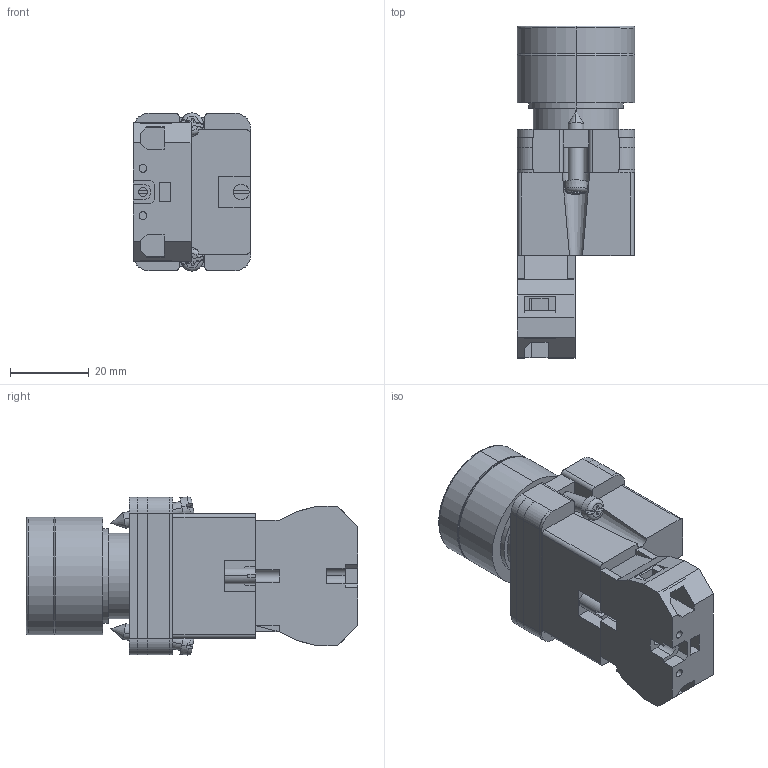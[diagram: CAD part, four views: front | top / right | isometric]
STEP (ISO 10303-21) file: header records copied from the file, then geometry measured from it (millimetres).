
FILE_DESCRIPTION (( 'STEP AP214' ), '1' );
FILE_NAME ('GCX3195-120L.step', '2016-06-20T21:09:03', ( '' ), ( '' ), 'SwSTEP 2.0', 'SolidWorks 2016', '' );
FILE_SCHEMA (( 'AUTOMOTIVE_DESIGN' ));
Length unit declared in the file: inch
Products named in the file (5): ECX1050; GCX3195L OPERATOR; CONTACT BLOCK; ECX3029-2; GCX3195-120L
Assembly tree (4 placements, depth 2):
  GCX3195-120L
    ECX3029-2
    CONTACT BLOCK
    GCX3195L OPERATOR
    ECX1050
Bounding box: 29.91 x 84.3 x 40.16 mm (x, y, z)
Volume: 45790.2 mm3; surface area: 25015.6 mm2
Topology: 8 solids, 8 shells, 431 faces, 1168 edges, 772 vertices
Faces by surface type: plane 252, cylinder 148, cone 17, torus 14
Entity records: 15313 total; most frequent: CARTESIAN_POINT 2570, DIRECTION 2374, ORIENTED_EDGE 2328, EDGE_CURVE 1164, AXIS2_PLACEMENT_3D 812, VERTEX_POINT 772, VECTOR 750, LINE 750
